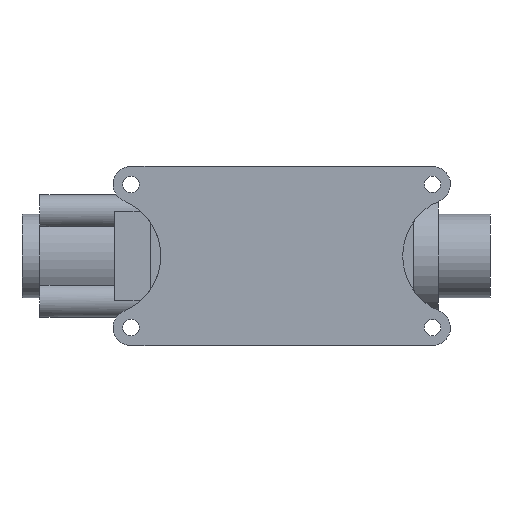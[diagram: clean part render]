
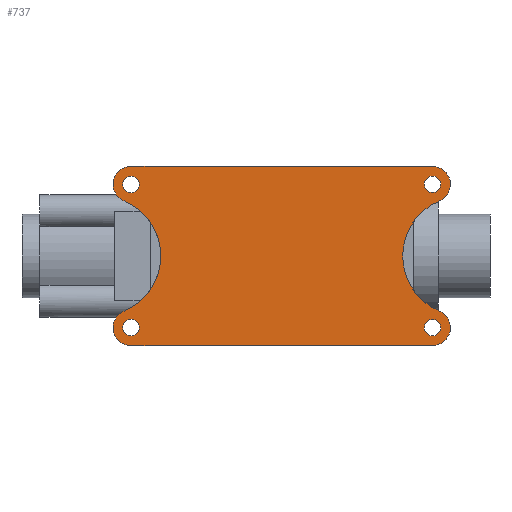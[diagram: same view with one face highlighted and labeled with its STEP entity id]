
A CAD part, front view. The second image highlights one B-rep face of the part: STEP entity #737.
In plain terms, the highlighted planar face has unit normal (0, -1, 0).
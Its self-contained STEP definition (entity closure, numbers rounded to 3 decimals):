
#16 = CIRCLE ( 'NONE', #1936, 12. ) ;
#17 = AXIS2_PLACEMENT_3D ( 'NONE', #3104, #1806, #4522 ) ;
#45 = DIRECTION ( 'NONE',  ( 0., 0., -1. ) ) ;
#49 = VERTEX_POINT ( 'NONE', #1768 ) ;
#62 = CARTESIAN_POINT ( 'NONE',  ( 101., 0., 48. ) ) ;
#78 = DIRECTION ( 'NONE',  ( 0., 0., 1. ) ) ;
#115 = FACE_BOUND ( 'NONE', #1462, .T. ) ;
#124 = CARTESIAN_POINT ( 'NONE',  ( 105.615, 0., -36.923 ) ) ;
#146 = ORIENTED_EDGE ( 'NONE', *, *, #3214, .F. ) ;
#188 = VECTOR ( 'NONE', #3102, 1000. ) ;
#209 = DIRECTION ( 'NONE',  ( 1., 0., 0. ) ) ;
#212 = VERTEX_POINT ( 'NONE', #3569 ) ;
#240 = AXIS2_PLACEMENT_3D ( 'NONE', #1566, #3061, #2695 ) ;
#283 = EDGE_CURVE ( 'NONE', #821, #381, #4244, .T. ) ;
#323 = CARTESIAN_POINT ( 'NONE',  ( 101., 0., 48. ) ) ;
#348 = CARTESIAN_POINT ( 'NONE',  ( -101., 0., 48. ) ) ;
#367 = DIRECTION ( 'NONE',  ( 0., 1., 0. ) ) ;
#381 = VERTEX_POINT ( 'NONE', #515 ) ;
#382 = CARTESIAN_POINT ( 'NONE',  ( -101., 0., 48. ) ) ;
#440 = DIRECTION ( 'NONE',  ( 0., 1., 0. ) ) ;
#445 = ORIENTED_EDGE ( 'NONE', *, *, #1930, .T. ) ;
#456 = DIRECTION ( 'NONE',  ( 0., 1., 0. ) ) ;
#467 = AXIS2_PLACEMENT_3D ( 'NONE', #1995, #3405, #4187 ) ;
#492 = EDGE_CURVE ( 'NONE', #502, #49, #1064, .T. ) ;
#502 = VERTEX_POINT ( 'NONE', #1256 ) ;
#515 = CARTESIAN_POINT ( 'NONE',  ( -101., 0., -42.5 ) ) ;
#522 = ORIENTED_EDGE ( 'NONE', *, *, #283, .T. ) ;
#592 = DIRECTION ( 'NONE',  ( 0., 0., 1. ) ) ;
#620 = CARTESIAN_POINT ( 'NONE',  ( -101., 0., -60. ) ) ;
#645 = EDGE_CURVE ( 'NONE', #2721, #4414, #3275, .T. ) ;
#667 = CARTESIAN_POINT ( 'NONE',  ( -101., 0., 42.5 ) ) ;
#719 = VERTEX_POINT ( 'NONE', #1435 ) ;
#737 = ADVANCED_FACE ( 'NONE', ( #115, #3308, #3963, #2220, #2598 ), #1497, .F. ) ;
#787 = ORIENTED_EDGE ( 'NONE', *, *, #492, .T. ) ;
#821 = VERTEX_POINT ( 'NONE', #1135 ) ;
#863 = EDGE_CURVE ( 'NONE', #381, #821, #4387, .T. ) ;
#877 = DIRECTION ( 'NONE',  ( 0., 0., -1. ) ) ;
#889 = VERTEX_POINT ( 'NONE', #3731 ) ;
#905 = DIRECTION ( 'NONE',  ( 0., 0., 1. ) ) ;
#954 = ORIENTED_EDGE ( 'NONE', *, *, #863, .T. ) ;
#994 = AXIS2_PLACEMENT_3D ( 'NONE', #1283, #2709, #592 ) ;
#1009 = CARTESIAN_POINT ( 'NONE',  ( -101., 0., 48. ) ) ;
#1010 = EDGE_CURVE ( 'NONE', #4237, #889, #1421, .T. ) ;
#1062 = VERTEX_POINT ( 'NONE', #3452 ) ;
#1064 = CIRCLE ( 'NONE', #4322, 5.5 ) ;
#1135 = CARTESIAN_POINT ( 'NONE',  ( -101., 0., -53.5 ) ) ;
#1215 = EDGE_CURVE ( 'NONE', #889, #4237, #1713, .T. ) ;
#1247 = ORIENTED_EDGE ( 'NONE', *, *, #1330, .F. ) ;
#1254 = CARTESIAN_POINT ( 'NONE',  ( -121., 0., 0. ) ) ;
#1256 = CARTESIAN_POINT ( 'NONE',  ( 101., 0., -42.5 ) ) ;
#1267 = CARTESIAN_POINT ( 'NONE',  ( 101., 0., -48. ) ) ;
#1283 = CARTESIAN_POINT ( 'NONE',  ( -101., 0., -48. ) ) ;
#1330 = EDGE_CURVE ( 'NONE', #4115, #212, #16, .T. ) ;
#1363 = AXIS2_PLACEMENT_3D ( 'NONE', #348, #367, #2487 ) ;
#1407 = DIRECTION ( 'NONE',  ( 0., 1., 0. ) ) ;
#1412 = DIRECTION ( 'NONE',  ( 0., 0., -1. ) ) ;
#1421 = CIRCLE ( 'NONE', #2330, 5.5 ) ;
#1435 = CARTESIAN_POINT ( 'NONE',  ( 105.615, 0., 36.923 ) ) ;
#1450 = CARTESIAN_POINT ( 'NONE',  ( 101., 0., -48. ) ) ;
#1456 = CARTESIAN_POINT ( 'NONE',  ( 101., 0., 48. ) ) ;
#1462 = EDGE_LOOP ( 'NONE', ( #445, #2664 ) ) ;
#1497 = PLANE ( 'NONE',  #2014 ) ;
#1522 = CARTESIAN_POINT ( 'NONE',  ( -101., 0., 60. ) ) ;
#1566 = CARTESIAN_POINT ( 'NONE',  ( -101., 0., -48. ) ) ;
#1651 = CIRCLE ( 'NONE', #1363, 5.5 ) ;
#1713 = CIRCLE ( 'NONE', #2836, 5.5 ) ;
#1739 = ORIENTED_EDGE ( 'NONE', *, *, #4264, .F. ) ;
#1758 = ORIENTED_EDGE ( 'NONE', *, *, #3654, .T. ) ;
#1759 = EDGE_LOOP ( 'NONE', ( #954, #522 ) ) ;
#1768 = CARTESIAN_POINT ( 'NONE',  ( 101., 0., -53.5 ) ) ;
#1779 = VERTEX_POINT ( 'NONE', #4078 ) ;
#1802 = ORIENTED_EDGE ( 'NONE', *, *, #1215, .T. ) ;
#1806 = DIRECTION ( 'NONE',  ( 0., 1., 0. ) ) ;
#1889 = VERTEX_POINT ( 'NONE', #3171 ) ;
#1930 = EDGE_CURVE ( 'NONE', #4414, #2721, #1651, .T. ) ;
#1936 = AXIS2_PLACEMENT_3D ( 'NONE', #1267, #3674, #877 ) ;
#1944 = CIRCLE ( 'NONE', #994, 12. ) ;
#1945 = DIRECTION ( 'NONE',  ( 0., 1., 0. ) ) ;
#1995 = CARTESIAN_POINT ( 'NONE',  ( 101., 0., 48. ) ) ;
#2014 = AXIS2_PLACEMENT_3D ( 'NONE', #1456, #440, #3625 ) ;
#2039 = EDGE_LOOP ( 'NONE', ( #3250, #2139, #2571, #2471, #1739, #4055, #1247, #146 ) ) ;
#2071 = CARTESIAN_POINT ( 'NONE',  ( 101., 0., 60. ) ) ;
#2139 = ORIENTED_EDGE ( 'NONE', *, *, #3414, .F. ) ;
#2220 = FACE_BOUND ( 'NONE', #3434, .T. ) ;
#2262 = CIRCLE ( 'NONE', #4037, 40. ) ;
#2316 = ORIENTED_EDGE ( 'NONE', *, *, #1010, .T. ) ;
#2330 = AXIS2_PLACEMENT_3D ( 'NONE', #323, #1407, #4573 ) ;
#2422 = DIRECTION ( 'NONE',  ( 0., 0., 1. ) ) ;
#2471 = ORIENTED_EDGE ( 'NONE', *, *, #3397, .F. ) ;
#2487 = DIRECTION ( 'NONE',  ( 0., 0., 1. ) ) ;
#2489 = DIRECTION ( 'NONE',  ( 0., 1., 0. ) ) ;
#2571 = ORIENTED_EDGE ( 'NONE', *, *, #2815, .F. ) ;
#2598 = FACE_OUTER_BOUND ( 'NONE', #2039, .T. ) ;
#2658 = DIRECTION ( 'NONE',  ( 0., 0., 1. ) ) ;
#2664 = ORIENTED_EDGE ( 'NONE', *, *, #645, .T. ) ;
#2695 = DIRECTION ( 'NONE',  ( 0., 0., -1. ) ) ;
#2709 = DIRECTION ( 'NONE',  ( 0., 1., 0. ) ) ;
#2721 = VERTEX_POINT ( 'NONE', #667 ) ;
#2726 = EDGE_CURVE ( 'NONE', #212, #1889, #3165, .T. ) ;
#2764 = AXIS2_PLACEMENT_3D ( 'NONE', #1254, #4079, #905 ) ;
#2815 = EDGE_CURVE ( 'NONE', #1062, #1779, #4485, .T. ) ;
#2836 = AXIS2_PLACEMENT_3D ( 'NONE', #62, #456, #45 ) ;
#2885 = DIRECTION ( 'NONE',  ( 0., 1., 0. ) ) ;
#2956 = DIRECTION ( 'NONE',  ( 0., 1., 0. ) ) ;
#2975 = CIRCLE ( 'NONE', #4007, 5.5 ) ;
#2976 = EDGE_LOOP ( 'NONE', ( #2316, #1802 ) ) ;
#3061 = DIRECTION ( 'NONE',  ( 0., 1., 0. ) ) ;
#3102 = DIRECTION ( 'NONE',  ( -1., 0., 0. ) ) ;
#3104 = CARTESIAN_POINT ( 'NONE',  ( -101., 0., -48. ) ) ;
#3144 = VERTEX_POINT ( 'NONE', #3436 ) ;
#3165 = LINE ( 'NONE', #620, #188 ) ;
#3171 = CARTESIAN_POINT ( 'NONE',  ( -101., 0., -60. ) ) ;
#3176 = DIRECTION ( 'NONE',  ( 0., -1., 0. ) ) ;
#3214 = EDGE_CURVE ( 'NONE', #719, #4115, #2262, .T. ) ;
#3242 = CARTESIAN_POINT ( 'NONE',  ( -101., 0., 53.5 ) ) ;
#3250 = ORIENTED_EDGE ( 'NONE', *, *, #4270, .F. ) ;
#3275 = CIRCLE ( 'NONE', #3642, 5.5 ) ;
#3308 = FACE_BOUND ( 'NONE', #1759, .T. ) ;
#3339 = CARTESIAN_POINT ( 'NONE',  ( 101., 0., 53.5 ) ) ;
#3397 = EDGE_CURVE ( 'NONE', #3144, #1062, #4231, .T. ) ;
#3405 = DIRECTION ( 'NONE',  ( 0., 1., 0. ) ) ;
#3414 = EDGE_CURVE ( 'NONE', #1779, #4299, #3734, .T. ) ;
#3428 = CARTESIAN_POINT ( 'NONE',  ( 101., 0., -48. ) ) ;
#3434 = EDGE_LOOP ( 'NONE', ( #787, #1758 ) ) ;
#3436 = CARTESIAN_POINT ( 'NONE',  ( -105.615, 0., -36.923 ) ) ;
#3452 = CARTESIAN_POINT ( 'NONE',  ( -105.615, 0., 36.923 ) ) ;
#3569 = CARTESIAN_POINT ( 'NONE',  ( 101., 0., -60. ) ) ;
#3571 = CIRCLE ( 'NONE', #467, 12. ) ;
#3625 = DIRECTION ( 'NONE',  ( 0., 0., 1. ) ) ;
#3642 = AXIS2_PLACEMENT_3D ( 'NONE', #1009, #2489, #2422 ) ;
#3654 = EDGE_CURVE ( 'NONE', #49, #502, #2975, .T. ) ;
#3674 = DIRECTION ( 'NONE',  ( 0., 1., 0. ) ) ;
#3731 = CARTESIAN_POINT ( 'NONE',  ( 101., 0., 42.5 ) ) ;
#3734 = LINE ( 'NONE', #1522, #4234 ) ;
#3963 = FACE_BOUND ( 'NONE', #2976, .T. ) ;
#4007 = AXIS2_PLACEMENT_3D ( 'NONE', #1450, #2956, #78 ) ;
#4037 = AXIS2_PLACEMENT_3D ( 'NONE', #4594, #3176, #1412 ) ;
#4055 = ORIENTED_EDGE ( 'NONE', *, *, #2726, .F. ) ;
#4078 = CARTESIAN_POINT ( 'NONE',  ( -101., 0., 60. ) ) ;
#4079 = DIRECTION ( 'NONE',  ( 0., -1., 0. ) ) ;
#4115 = VERTEX_POINT ( 'NONE', #124 ) ;
#4187 = DIRECTION ( 'NONE',  ( 0., 0., 1. ) ) ;
#4231 = CIRCLE ( 'NONE', #2764, 40. ) ;
#4234 = VECTOR ( 'NONE', #209, 1000. ) ;
#4237 = VERTEX_POINT ( 'NONE', #3339 ) ;
#4244 = CIRCLE ( 'NONE', #17, 5.5 ) ;
#4262 = AXIS2_PLACEMENT_3D ( 'NONE', #382, #2885, #4328 ) ;
#4264 = EDGE_CURVE ( 'NONE', #1889, #3144, #1944, .T. ) ;
#4270 = EDGE_CURVE ( 'NONE', #4299, #719, #3571, .T. ) ;
#4299 = VERTEX_POINT ( 'NONE', #2071 ) ;
#4322 = AXIS2_PLACEMENT_3D ( 'NONE', #3428, #1945, #2658 ) ;
#4328 = DIRECTION ( 'NONE',  ( 0., 0., -1. ) ) ;
#4387 = CIRCLE ( 'NONE', #240, 5.5 ) ;
#4414 = VERTEX_POINT ( 'NONE', #3242 ) ;
#4485 = CIRCLE ( 'NONE', #4262, 12. ) ;
#4522 = DIRECTION ( 'NONE',  ( 0., 0., -1. ) ) ;
#4573 = DIRECTION ( 'NONE',  ( 0., 0., -1. ) ) ;
#4594 = CARTESIAN_POINT ( 'NONE',  ( 121., 0., 0. ) ) ;
